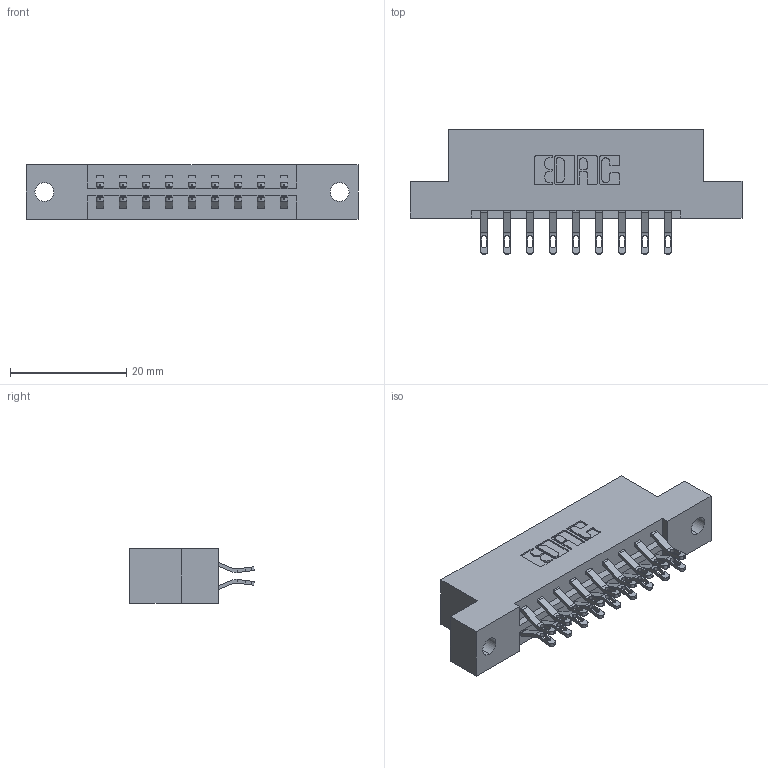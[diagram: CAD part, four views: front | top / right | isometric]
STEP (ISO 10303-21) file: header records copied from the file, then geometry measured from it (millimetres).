
FILE_DESCRIPTION (( 'STEP AP203' ), '1' );
FILE_NAME ('333-018-555-202.STEP', '2019-08-09T13:56:50', ( '' ), ( '' ), 'SwSTEP 2.0', 'SolidWorks 2016', '' );
FILE_SCHEMA (( 'CONFIG_CONTROL_DESIGN' ));
Length unit declared in the file: inch
Products named in the file (3): 333 Part_Flush - .128 Dia; 333-018-555-202; 345-292-001_555 Tail
Assembly tree (19 placements, depth 2):
  333-018-555-202
    333 Part_Flush - .128 Dia
    345-292-001_555 Tail  x18
Bounding box: 57.2 x 21.47 x 9.4 mm (x, y, z)
Volume: 5546.8 mm3; surface area: 6125 mm2
Topology: 19 solids, 19 shells, 1158 faces, 3605 edges, 2402 vertices
Faces by surface type: plane 682, cylinder 476
Entity records: 10387 total; most frequent: CARTESIAN_POINT 1796, ORIENTED_EDGE 1702, DIRECTION 1563, EDGE_CURVE 851, VECTOR 703, LINE 703, VERTEX_POINT 566, AXIS2_PLACEMENT_3D 430
